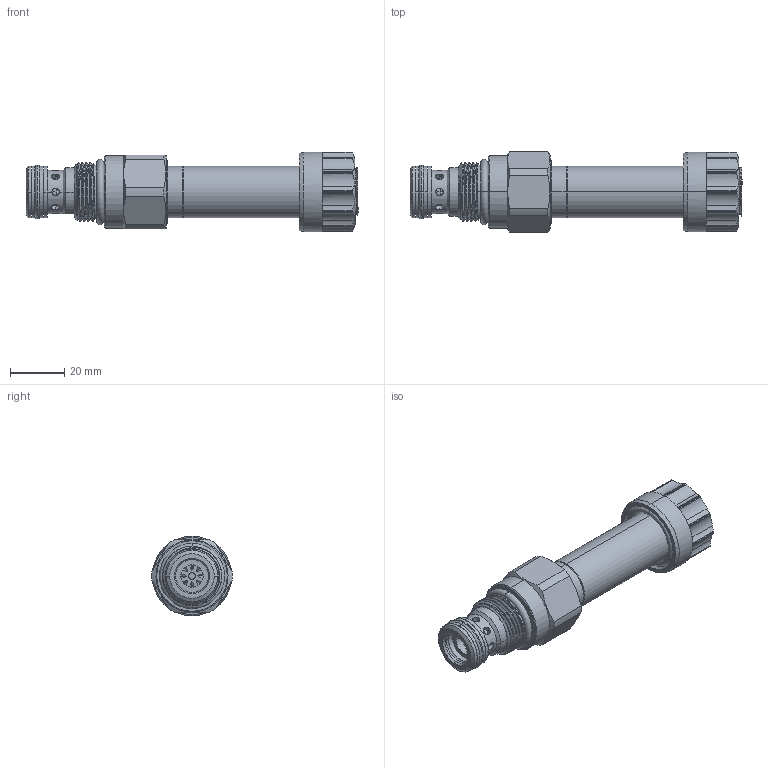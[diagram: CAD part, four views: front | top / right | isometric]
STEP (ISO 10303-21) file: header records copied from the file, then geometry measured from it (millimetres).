
FILE_DESCRIPTION (( 'STEP AP203' ), '1' );
FILE_NAME ('PFH22M2D-P.STEP', '2016-07-26T07:51:13', ( '' ), ( '' ), 'SwSTEP 2.0', 'SolidWorks 2012', '' );
FILE_SCHEMA (( 'CONFIG_CONTROL_DESIGN' ));
Length unit declared in the file: millimetre
Products named in the file (1): PFH22M2D-P
Bounding box: 121.97 x 29.58 x 29.2 mm (x, y, z)
Volume: 46492 mm3; surface area: 18631.4 mm2
Topology: 10 solids, 10 shells, 421 faces, 1110 edges, 706 vertices
Faces by surface type: cylinder 181, plane 125, cone 79, torus 22, bspline 14
Entity records: 17215 total; most frequent: CARTESIAN_POINT 6905, ORIENTED_EDGE 2220, DIRECTION 2072, EDGE_CURVE 1110, AXIS2_PLACEMENT_3D 797, VERTEX_POINT 706, LINE 478, VECTOR 478
